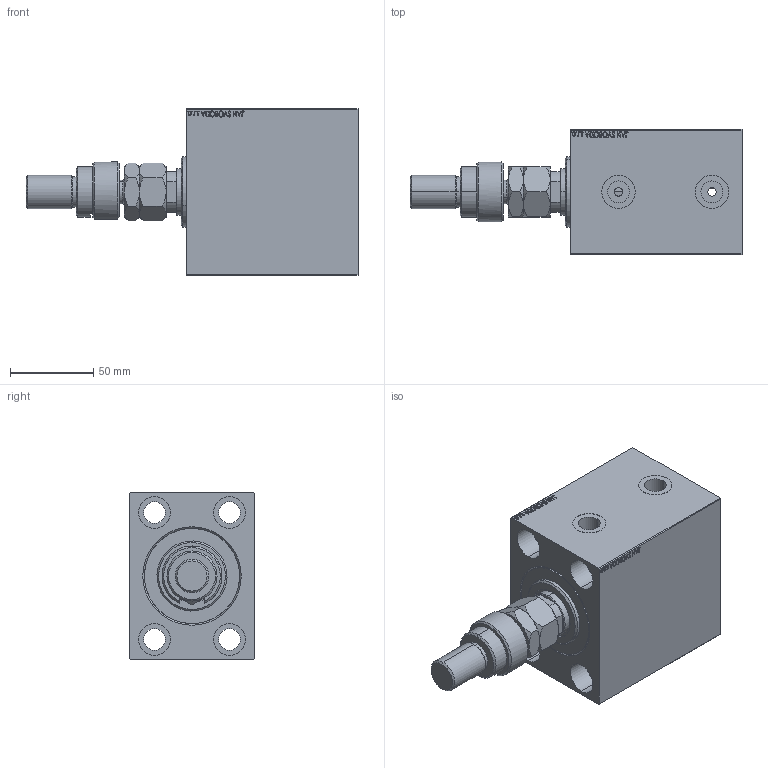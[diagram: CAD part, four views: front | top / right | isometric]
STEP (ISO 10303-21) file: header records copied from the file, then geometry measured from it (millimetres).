
FILE_DESCRIPTION (( 'STEP AP203' ), '1' );
FILE_NAME ('068e.STEP', '2022-04-17T07:42:58', ( '' ), ( '' ), 'SwSTEP 2.0', 'SolidWorks 2019', '' );
FILE_SCHEMA (( 'CONFIG_CONTROL_DESIGN' ));
Length unit declared in the file: millimetre
Products named in the file (7): 068e; MFA 76639af0deaebc76a05f27c354c7d7ac; V450CM_VC_B 76639af0deaebc76a05f27c354c7d7ac; V450CM_C_Body 76639af0deaebc76a05f27c354c7d7ac; V450CM_C_VCP 76639af0deaebc76a05f27c354c7d7ac; DFA 76639af0deaebc76a05f27c354c7d7ac; FEMALE_PART_FOR_DFA 76639af0deaebc76a05f27c354c7d7ac
Assembly tree (6 placements, depth 3):
  068e
    V450CM_C_Body 76639af0deaebc76a05f27c354c7d7ac
    V450CM_C_VCP 76639af0deaebc76a05f27c354c7d7ac
    V450CM_VC_B 76639af0deaebc76a05f27c354c7d7ac
    DFA 76639af0deaebc76a05f27c354c7d7ac
      FEMALE_PART_FOR_DFA 76639af0deaebc76a05f27c354c7d7ac
      MFA 76639af0deaebc76a05f27c354c7d7ac
Bounding box: 199 x 75 x 100 mm (x, y, z)
Volume: 702918.2 mm3; surface area: 115469.3 mm2
Topology: 5 solids, 5 shells, 964 faces, 2428 edges, 1593 vertices
Faces by surface type: plane 441, bspline 380, cylinder 85, cone 54, torus 4
Entity records: 47345 total; most frequent: CARTESIAN_POINT 25983, ORIENTED_EDGE 4852, DIRECTION 3014, EDGE_CURVE 2426, VERTEX_POINT 1593, LINE 1374, VECTOR 1374, EDGE_LOOP 1101
